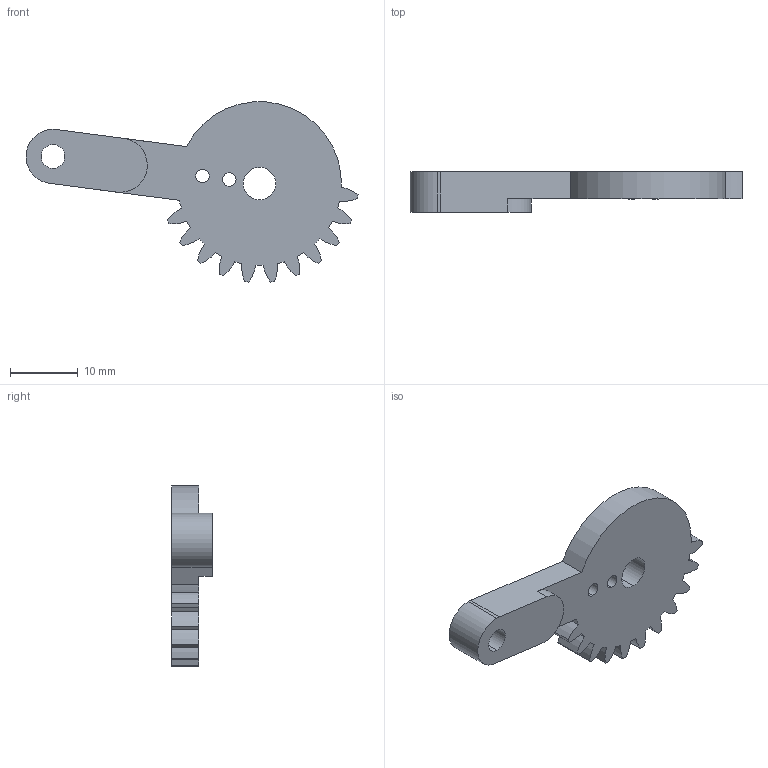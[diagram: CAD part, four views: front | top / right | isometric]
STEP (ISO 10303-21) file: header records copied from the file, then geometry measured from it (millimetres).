
FILE_DESCRIPTION (( 'STEP AP203' ), '1' );
FILE_NAME ('Gear Arm 2_Default_sldprt.STEP', '2024-12-26T22:50:51', ( '' ), ( '' ), 'SwSTEP 2.0', 'SolidWorks 2023', '' );
FILE_SCHEMA (( 'CONFIG_CONTROL_DESIGN' ));
Length unit declared in the file: millimetre
Products named in the file (1): Gear Arm 2_Default_sldprt
Bounding box: 49.02 x 6 x 26.59 mm (x, y, z)
Volume: 2824.5 mm3; surface area: 2208.3 mm2
Topology: 1 solids, 1 shells, 65 faces, 189 edges, 126 vertices
Faces by surface type: cylinder 59, plane 6
Entity records: 2314 total; most frequent: DIRECTION 439, CARTESIAN_POINT 381, ORIENTED_EDGE 378, EDGE_CURVE 189, AXIS2_PLACEMENT_3D 184, VERTEX_POINT 126, CIRCLE 118, EDGE_LOOP 73
